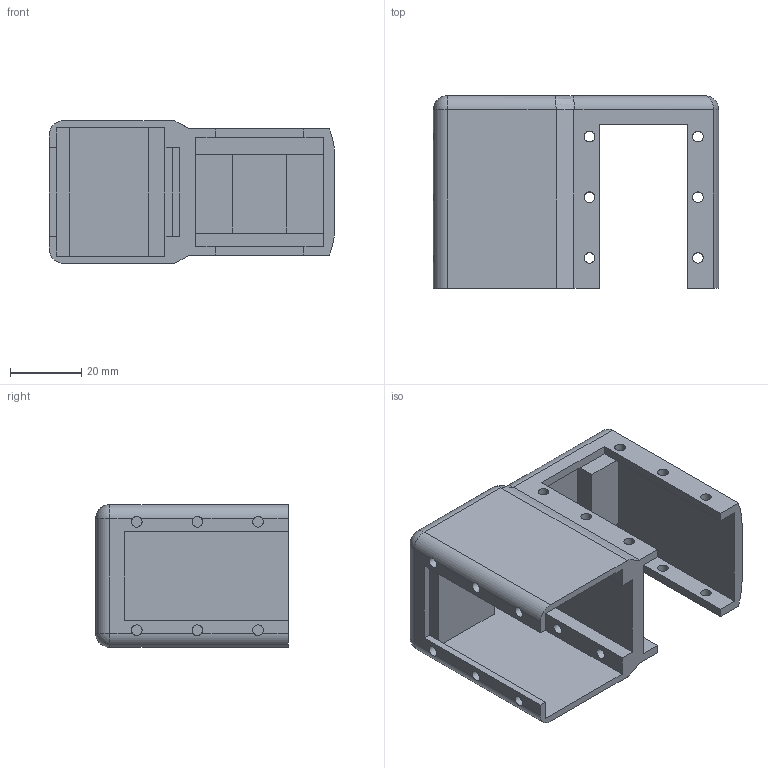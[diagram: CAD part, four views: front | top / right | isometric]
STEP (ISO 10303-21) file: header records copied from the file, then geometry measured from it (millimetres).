
FILE_DESCRIPTION(/* description */ (''),/* implementation_level */ '2;1');
FILE_NAME(/* name */ 'arm_5.stp',/* time_stamp */ '2025-09-20T04:16:37+09:00',/* author */ ('wlgns'),/* organization */ (''),/* preprocessor_version */ 'ST-DEVELOPER v20.1',/* originating_system */ 'Autodesk Inventor 2026',/* authorisation */ '');
FILE_SCHEMA (('AUTOMOTIVE_DESIGN { 1 0 10303 214 3 1 1 }'));
Length unit declared in the file: millimetre
Products named in the file (1): arm_3 (second arm)
Bounding box: 79.94 x 54 x 40.01 mm (x, y, z)
Volume: 40889 mm3; surface area: 27293.2 mm2
Topology: 1 solids, 1 shells, 94 faces, 264 edges, 170 vertices
Faces by surface type: plane 52, cylinder 34, bspline 4, sphere 2, torus 2
Full cylindrical faces by diameter (mm): 3 x24
Entity records: 3816 total; most frequent: CARTESIAN_POINT 1281, ORIENTED_EDGE 524, DIRECTION 490, EDGE_CURVE 262, LINE 174, VECTOR 174, VERTEX_POINT 170, AXIS2_PLACEMENT_3D 158
